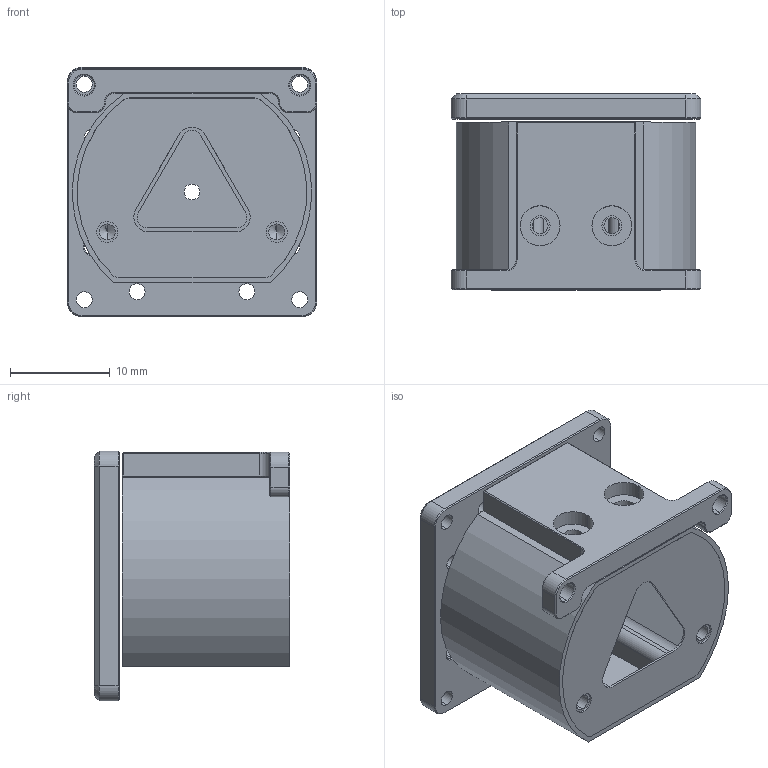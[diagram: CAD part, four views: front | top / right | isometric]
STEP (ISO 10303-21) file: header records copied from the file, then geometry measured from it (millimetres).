
FILE_DESCRIPTION (( 'STEP AP214' ), '1' );
FILE_NAME ('Linear25-Z_web - EndUser.STEP', '2021-09-17T04:59:42', ( '' ), ( '' ), 'SwSTEP 2.0', 'SolidWorks 2020', '' );
FILE_SCHEMA (( 'AUTOMOTIVE_DESIGN' ));
Length unit declared in the file: millimetre
Products named in the file (6): 葩璃 Z24結啣1^Linear25-Z_web - EndUser; 葩璃 翋极^Linear25-Z_web - EndUser; 葩璃 table ver1^Linear25-Z_web - EndUser; 葩璃 蛌諉啣ver2^Linear25-Z_web - EndUser; Linear25-Z_web - EndUser; 葩璃 Z24結啣2^Linear25-Z_web - EndUser
Assembly tree (5 placements, depth 2):
  Linear25-Z_web - EndUser
    葩璃 翋极^Linear25-Z_web - EndUser
    葩璃 蛌諉啣ver2^Linear25-Z_web - EndUser
    葩璃 Z24結啣1^Linear25-Z_web - EndUser
    葩璃 Z24結啣2^Linear25-Z_web - EndUser
    葩璃 table ver1^Linear25-Z_web - EndUser
Bounding box: 25 x 19.6 x 25 mm (x, y, z)
Volume: 5972.7 mm3; surface area: 6214.2 mm2
Topology: 5 solids, 5 shells, 295 faces, 724 edges, 440 vertices
Faces by surface type: cylinder 114, plane 101, cone 80
Entity records: 9374 total; most frequent: DIRECTION 1622, CARTESIAN_POINT 1459, ORIENTED_EDGE 1432, EDGE_CURVE 716, AXIS2_PLACEMENT_3D 603, VERTEX_POINT 440, VECTOR 416, LINE 416
